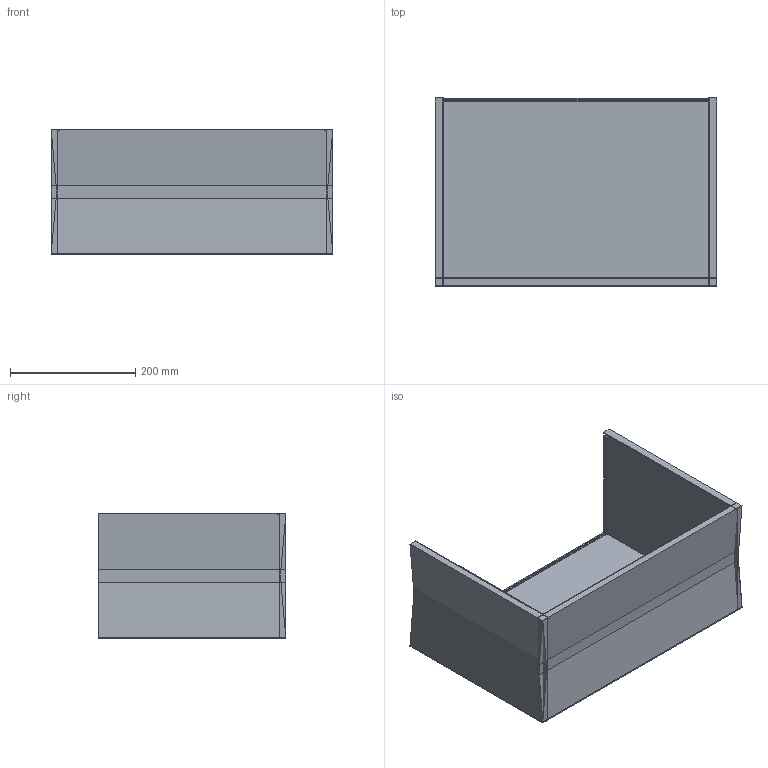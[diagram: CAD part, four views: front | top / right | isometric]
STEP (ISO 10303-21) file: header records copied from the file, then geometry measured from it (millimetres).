
FILE_DESCRIPTION(('FreeCAD Model'),'2;1');
FILE_NAME('Vetala_V3.step', '2021-03-30T23:46:17',('Author'),(''), 'Open CASCADE STEP processor 7.3','FreeCAD','Unknown');
FILE_SCHEMA(('AUTOMOTIVE_DESIGN { 1 0 10303 214 1 1 1 1 }'));
Length unit declared in the file: millimetre
Products named in the file (2): Front001; Main_Body
Bounding box: 450.02 x 300.01 x 200.17 mm (x, y, z)
Volume: 1451305.9 mm3; surface area: 722310.7 mm2
Topology: 2 solids, 2 shells, 71 faces, 197 edges, 130 vertices
Faces by surface type: plane 71
Entity records: 5142 total; most frequent: CARTESIAN_POINT 853, DIRECTION 675, LINE 531, VECTOR 531, ORIENTED_EDGE 394, PCURVE 394, DEFINITIONAL_REPRESENTATION 394, EDGE_CURVE 197
